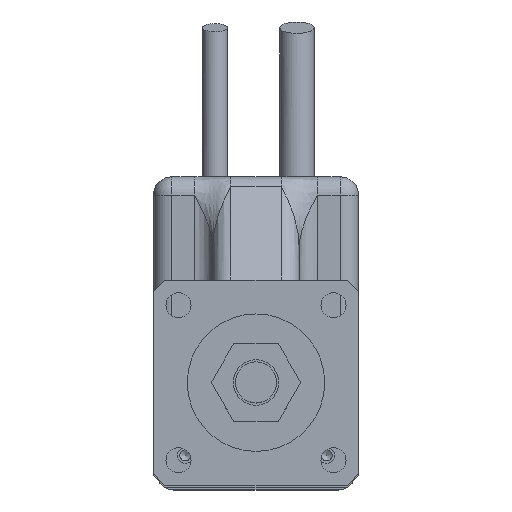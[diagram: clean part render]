
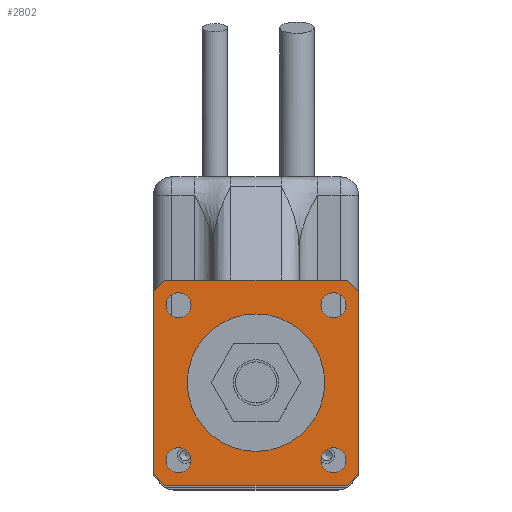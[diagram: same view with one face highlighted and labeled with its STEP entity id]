
A CAD part, top view. The second image highlights one B-rep face of the part: STEP entity #2802.
In plain terms, the highlighted planar face has unit normal (0, 0, 1).
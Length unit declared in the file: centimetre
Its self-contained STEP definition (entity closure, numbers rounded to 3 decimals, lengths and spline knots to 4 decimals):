
#493=PLANE('',#3691);
#645=VECTOR('',#3327,1.);
#648=VECTOR('',#3331,1.);
#650=VECTOR('',#3334,1.);
#652=VECTOR('',#3337,1.);
#654=VECTOR('',#3340,1.);
#656=VECTOR('',#3343,1.);
#658=VECTOR('',#3346,1.);
#660=VECTOR('',#3349,1.);
#840=LINE('',#4597,#645);
#843=LINE('',#4603,#648);
#845=LINE('',#4607,#650);
#847=LINE('',#4611,#652);
#849=LINE('',#4615,#654);
#851=LINE('',#4619,#656);
#853=LINE('',#4623,#658);
#855=LINE('',#4627,#660);
#1114=VERTEX_POINT('',#4524);
#1143=VERTEX_POINT('',#4586);
#1144=VERTEX_POINT('',#4589);
#1145=VERTEX_POINT('',#4592);
#1146=VERTEX_POINT('',#4595);
#1147=VERTEX_POINT('',#4598);
#1148=VERTEX_POINT('',#4599);
#1149=VERTEX_POINT('',#4604);
#1150=VERTEX_POINT('',#4608);
#1151=VERTEX_POINT('',#4612);
#1152=VERTEX_POINT('',#4616);
#1153=VERTEX_POINT('',#4620);
#1154=VERTEX_POINT('',#4624);
#1273=CIRCLE('',#3660,1.508);
#1286=CIRCLE('',#3676,0.275);
#1287=CIRCLE('',#3678,0.275);
#1288=CIRCLE('',#3680,0.275);
#1289=CIRCLE('',#3682,0.275);
#1523=EDGE_CURVE('',#1114,#1114,#1273,.T.);
#1553=EDGE_CURVE('',#1143,#1143,#1286,.T.);
#1554=EDGE_CURVE('',#1144,#1144,#1287,.T.);
#1555=EDGE_CURVE('',#1145,#1145,#1288,.T.);
#1556=EDGE_CURVE('',#1146,#1146,#1289,.T.);
#1557=EDGE_CURVE('',#1147,#1148,#840,.T.);
#1560=EDGE_CURVE('',#1148,#1149,#843,.T.);
#1562=EDGE_CURVE('',#1149,#1150,#845,.T.);
#1564=EDGE_CURVE('',#1150,#1151,#847,.T.);
#1566=EDGE_CURVE('',#1151,#1152,#849,.T.);
#1568=EDGE_CURVE('',#1152,#1153,#851,.T.);
#1570=EDGE_CURVE('',#1153,#1154,#853,.T.);
#1572=EDGE_CURVE('',#1154,#1147,#855,.T.);
#2128=ORIENTED_EDGE('',*,*,#1523,.T.);
#2129=ORIENTED_EDGE('',*,*,#1557,.F.);
#2130=ORIENTED_EDGE('',*,*,#1572,.F.);
#2131=ORIENTED_EDGE('',*,*,#1570,.F.);
#2132=ORIENTED_EDGE('',*,*,#1568,.F.);
#2133=ORIENTED_EDGE('',*,*,#1566,.F.);
#2134=ORIENTED_EDGE('',*,*,#1564,.F.);
#2135=ORIENTED_EDGE('',*,*,#1562,.F.);
#2136=ORIENTED_EDGE('',*,*,#1560,.F.);
#2137=ORIENTED_EDGE('',*,*,#1556,.F.);
#2138=ORIENTED_EDGE('',*,*,#1555,.F.);
#2139=ORIENTED_EDGE('',*,*,#1554,.F.);
#2140=ORIENTED_EDGE('',*,*,#1553,.F.);
#2447=EDGE_LOOP('',(#2128));
#2448=EDGE_LOOP('',(#2129,#2130,#2131,#2132,#2133,#2134,#2135,#2136));
#2449=EDGE_LOOP('',(#2137));
#2450=EDGE_LOOP('',(#2138));
#2451=EDGE_LOOP('',(#2139));
#2452=EDGE_LOOP('',(#2140));
#2643=FACE_BOUND('',#2447,.T.);
#2644=FACE_BOUND('',#2448,.T.);
#2645=FACE_BOUND('',#2449,.T.);
#2646=FACE_BOUND('',#2450,.T.);
#2647=FACE_BOUND('',#2451,.T.);
#2648=FACE_BOUND('',#2452,.T.);
#2802=ADVANCED_FACE('',(#2643,#2644,#2645,#2646,#2647,#2648),#493,.T.);
#3265=DIRECTION('',(0.,0.,-1.));
#3266=DIRECTION('',(1.508,0.,0.));
#3312=DIRECTION('',(0.,0.,1.));
#3313=DIRECTION('',(0.275,0.,0.));
#3316=DIRECTION('',(0.,0.,1.));
#3317=DIRECTION('',(0.275,0.,0.));
#3320=DIRECTION('',(0.,0.,1.));
#3321=DIRECTION('',(0.275,0.,0.));
#3324=DIRECTION('',(0.,0.,1.));
#3325=DIRECTION('',(0.275,0.,0.));
#3327=DIRECTION('',(0.707,-0.707,0.));
#3331=DIRECTION('',(0.,-1.,0.));
#3334=DIRECTION('',(-0.707,-0.707,0.));
#3337=DIRECTION('',(-1.,0.,0.));
#3340=DIRECTION('',(-0.707,0.707,0.));
#3343=DIRECTION('',(0.,1.,0.));
#3346=DIRECTION('',(0.707,0.707,0.));
#3349=DIRECTION('',(1.,0.,0.));
#3350=DIRECTION('',(0.,0.,1.));
#3660=AXIS2_PLACEMENT_3D('',#4523,#3265,#3266);
#3676=AXIS2_PLACEMENT_3D('',#4585,#3312,#3313);
#3678=AXIS2_PLACEMENT_3D('',#4588,#3316,#3317);
#3680=AXIS2_PLACEMENT_3D('',#4591,#3320,#3321);
#3682=AXIS2_PLACEMENT_3D('',#4594,#3324,#3325);
#3691=AXIS2_PLACEMENT_3D('',#4628,#3350,$);
#4523=CARTESIAN_POINT('',(0.,0.,24.9));
#4524=CARTESIAN_POINT('',(1.508,0.,24.9));
#4585=CARTESIAN_POINT('',(1.7,-1.7,24.9));
#4586=CARTESIAN_POINT('',(1.975,-1.7,24.9));
#4588=CARTESIAN_POINT('',(-1.7,1.7,24.9));
#4589=CARTESIAN_POINT('',(-1.425,1.7,24.9));
#4591=CARTESIAN_POINT('',(-1.7,-1.7,24.9));
#4592=CARTESIAN_POINT('',(-1.425,-1.7,24.9));
#4594=CARTESIAN_POINT('',(1.7,1.7,24.9));
#4595=CARTESIAN_POINT('',(1.975,1.7,24.9));
#4597=CARTESIAN_POINT('',(2.,2.25,24.9));
#4598=CARTESIAN_POINT('',(2.,2.25,24.9));
#4599=CARTESIAN_POINT('',(2.25,2.,24.9));
#4603=CARTESIAN_POINT('',(2.25,2.,24.9));
#4604=CARTESIAN_POINT('',(2.25,-2.,24.9));
#4607=CARTESIAN_POINT('',(2.25,-2.,24.9));
#4608=CARTESIAN_POINT('',(2.,-2.25,24.9));
#4611=CARTESIAN_POINT('',(2.,-2.25,24.9));
#4612=CARTESIAN_POINT('',(-2.,-2.25,24.9));
#4615=CARTESIAN_POINT('',(-2.,-2.25,24.9));
#4616=CARTESIAN_POINT('',(-2.25,-2.,24.9));
#4619=CARTESIAN_POINT('',(-2.25,-2.,24.9));
#4620=CARTESIAN_POINT('',(-2.25,2.,24.9));
#4623=CARTESIAN_POINT('',(-2.25,2.,24.9));
#4624=CARTESIAN_POINT('',(-2.,2.25,24.9));
#4627=CARTESIAN_POINT('',(-2.,2.25,24.9));
#4628=CARTESIAN_POINT('',(0.,0.,24.9));
